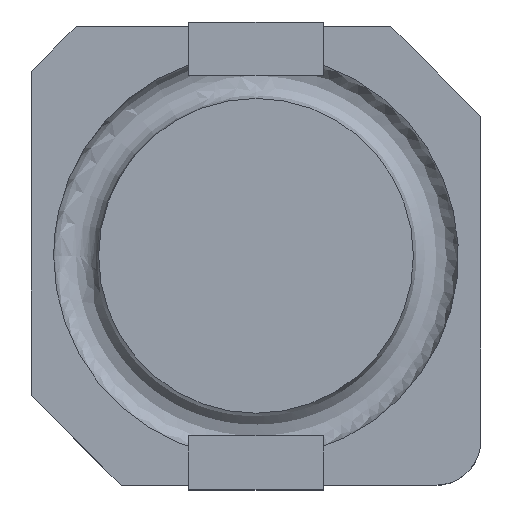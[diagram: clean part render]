
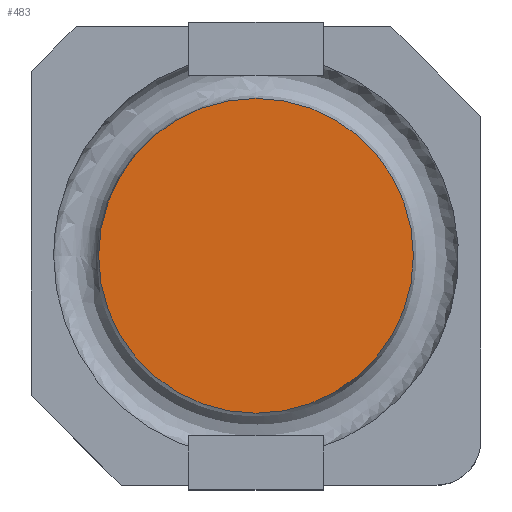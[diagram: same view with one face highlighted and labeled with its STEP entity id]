
A CAD part, top view. The second image highlights one B-rep face of the part: STEP entity #483.
In plain terms, the highlighted planar face has unit normal (0, 0, 1).
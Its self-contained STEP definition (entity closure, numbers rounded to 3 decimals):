
#458 = VERTEX_POINT('',#459);
#459 = CARTESIAN_POINT('',(-3.5,0.,4.));
#466 = EDGE_CURVE('',#458,#458,#467,.T.);
#467 = CIRCLE('',#468,3.5);
#468 = AXIS2_PLACEMENT_3D('',#469,#470,#471);
#469 = CARTESIAN_POINT('',(0.,0.,4.));
#470 = DIRECTION('',(-0.,0.,-1.));
#471 = DIRECTION('',(-1.,0.,0.));
#483 = ADVANCED_FACE('',(#484),#487,.F.);
#484 = FACE_BOUND('',#485,.F.);
#485 = EDGE_LOOP('',(#486));
#486 = ORIENTED_EDGE('',*,*,#466,.T.);
#487 = PLANE('',#488);
#488 = AXIS2_PLACEMENT_3D('',#489,#490,#491);
#489 = CARTESIAN_POINT('',(0.,0.,4.));
#490 = DIRECTION('',(-0.,-0.,-1.));
#491 = DIRECTION('',(-1.,0.,0.));
